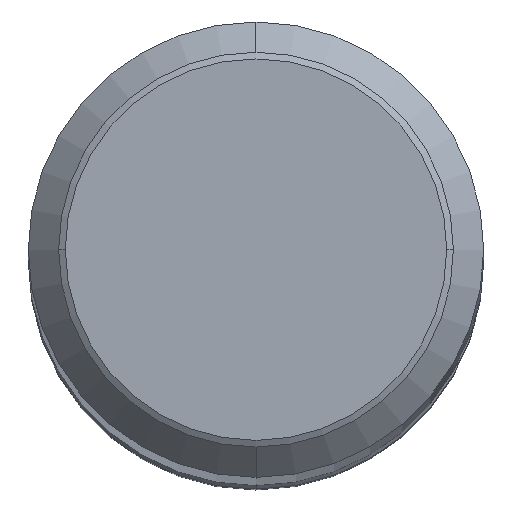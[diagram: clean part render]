
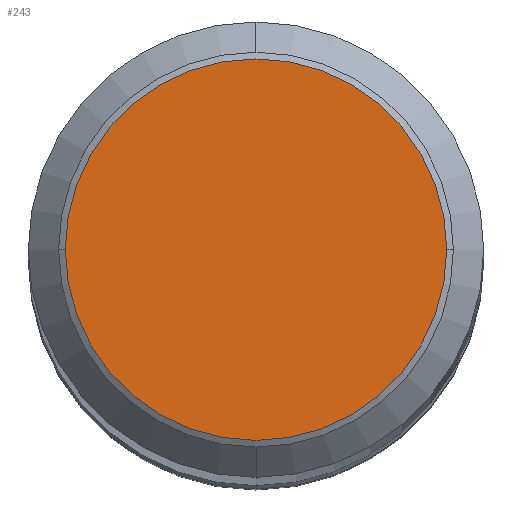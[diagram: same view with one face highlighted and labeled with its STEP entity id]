
A CAD part, top view. The second image highlights one B-rep face of the part: STEP entity #243.
In plain terms, the highlighted planar face has unit normal (0, 0, 1).
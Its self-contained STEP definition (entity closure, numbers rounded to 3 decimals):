
#173=EDGE_CURVE('',#193,#209,#372,.T.);
#175=EDGE_CURVE('',#209,#193,#374,.T.);
#193=VERTEX_POINT('',#396);
#209=VERTEX_POINT('',#412);
#243=ADVANCED_FACE('',(#451),#452,.T.);
#372=CIRCLE('',#590,4.188);
#374=CIRCLE('',#593,4.188);
#396=CARTESIAN_POINT('',(4.188,0.,147.75));
#412=CARTESIAN_POINT('',(-4.188,0.,147.75));
#451=FACE_OUTER_BOUND('',#690,.T.);
#452=PLANE('',#691);
#590=AXIS2_PLACEMENT_3D('',#869,#870,#871);
#593=AXIS2_PLACEMENT_3D('',#872,#873,#874);
#690=EDGE_LOOP('',(#975,#976));
#691=AXIS2_PLACEMENT_3D('',#977,#978,#979);
#869=CARTESIAN_POINT('',(0.,0.0,147.75));
#870=DIRECTION('',(0.0,0.0,1.0));
#871=DIRECTION('',(-1.0,0.,0.0));
#872=CARTESIAN_POINT('',(0.,0.0,147.75));
#873=DIRECTION('',(0.0,0.0,1.0));
#874=DIRECTION('',(-1.0,0.,0.0));
#975=ORIENTED_EDGE('',*,*,#175,.T.);
#976=ORIENTED_EDGE('',*,*,#173,.T.);
#977=CARTESIAN_POINT('',(0.,-2.125,147.75));
#978=DIRECTION('',(0.0,0.0,1.0));
#979=DIRECTION('',(0.,-1.0,0.0));
